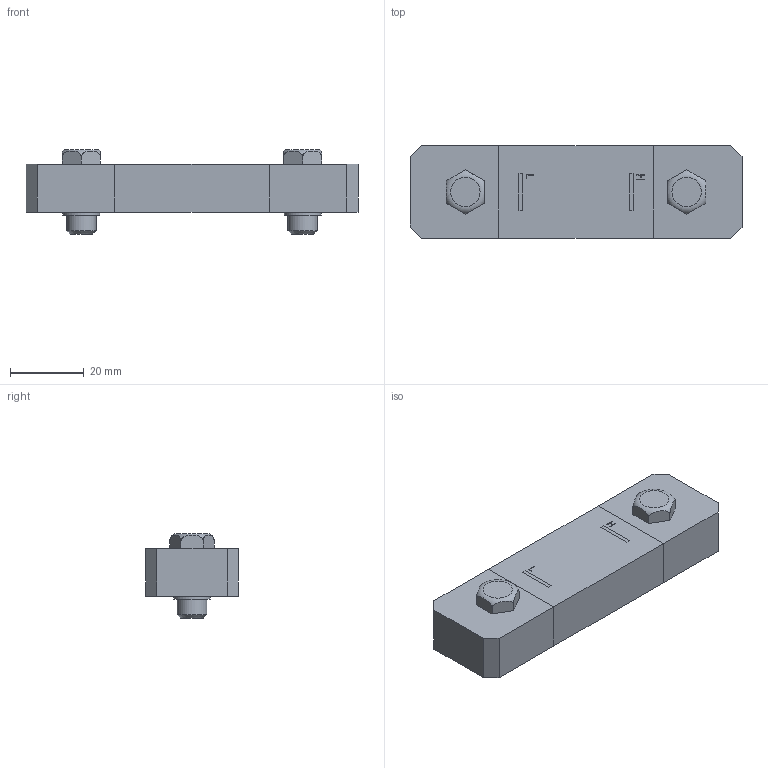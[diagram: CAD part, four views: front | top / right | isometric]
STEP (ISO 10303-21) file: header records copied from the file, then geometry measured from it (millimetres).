
FILE_DESCRIPTION (( 'STEP AP203' ), '1' );
FILE_NAME ('OGASKL060-油面計.STEP', '2023-09-28T06:29:48', ( '' ), ( '' ), 'SwSTEP 2.0', 'SolidWorks 2018', '' );
FILE_SCHEMA (( 'CONFIG_CONTROL_DESIGN' ));
Length unit declared in the file: millimetre
Products named in the file (1): OGASKL060-油面計
Bounding box: 90 x 25 x 23 mm (x, y, z)
Volume: 29488.2 mm3; surface area: 11624.6 mm2
Topology: 5 solids, 5 shells, 75 faces, 181 edges, 129 vertices
Faces by surface type: plane 52, cylinder 19, cone 2, torus 2
Full cylindrical faces by diameter (mm): 4 x3, 4.5 x4, 6.8 x2, 7 x2, 8 x6, 10 x2
Entity records: 2773 total; most frequent: CARTESIAN_POINT 1010, DIRECTION 318, ORIENTED_EDGE 308, EDGE_CURVE 154, EDGE_LOOP 130, VERTEX_POINT 126, AXIS2_PLACEMENT_3D 110, LINE 98
